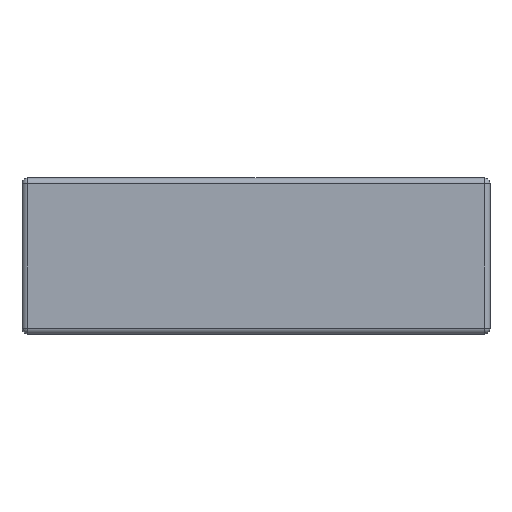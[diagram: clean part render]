
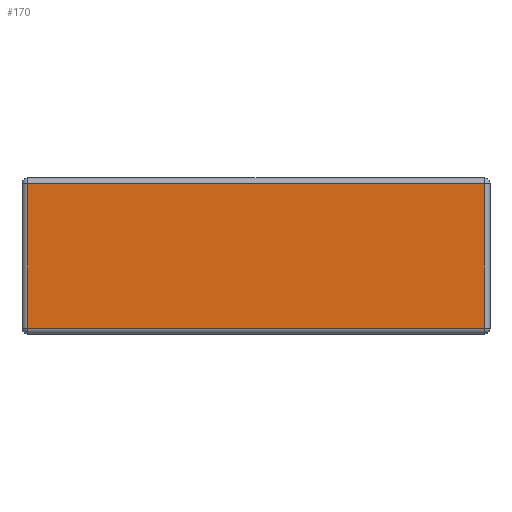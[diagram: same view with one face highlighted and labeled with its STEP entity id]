
A CAD part, top view. The second image highlights one B-rep face of the part: STEP entity #170.
In plain terms, the highlighted planar face has unit normal (0, 0, 1).
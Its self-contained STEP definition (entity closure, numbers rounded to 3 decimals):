
#170 = ADVANCED_FACE( '', ( #395 ), #396, .T. );
#395 = FACE_OUTER_BOUND( '', #668, .T. );
#396 = PLANE( '', #669 );
#668 = EDGE_LOOP( '', ( #1106, #1107, #1108, #1109 ) );
#669 = AXIS2_PLACEMENT_3D( '', #1110, #1111, #1112 );
#1106 = ORIENTED_EDGE( '', *, *, #1701, .T. );
#1107 = ORIENTED_EDGE( '', *, *, #1702, .T. );
#1108 = ORIENTED_EDGE( '', *, *, #1685, .T. );
#1109 = ORIENTED_EDGE( '', *, *, #1682, .T. );
#1110 = CARTESIAN_POINT( '', ( 0., 0., 19.5 ) );
#1111 = DIRECTION( '', ( 0., 0., 1. ) );
#1112 = DIRECTION( '', ( 1., 0., 0. ) );
#1682 = EDGE_CURVE( '', #2037, #1926, #2041, .T. );
#1685 = EDGE_CURVE( '', #2045, #2037, #2046, .T. );
#1701 = EDGE_CURVE( '', #1926, #1886, #2068, .T. );
#1702 = EDGE_CURVE( '', #1886, #2045, #2069, .T. );
#1886 = VERTEX_POINT( '', #2310 );
#1926 = VERTEX_POINT( '', #2363 );
#2037 = VERTEX_POINT( '', #2523 );
#2041 = LINE( '', #2528, #2529 );
#2045 = VERTEX_POINT( '', #2533 );
#2046 = LINE( '', #2534, #2535 );
#2068 = LINE( '', #2568, #2569 );
#2069 = LINE( '', #2570, #2571 );
#2310 = CARTESIAN_POINT( '', ( 58.5, 18.5, 19.5 ) );
#2363 = CARTESIAN_POINT( '', ( 58.5, -18.5, 19.5 ) );
#2523 = CARTESIAN_POINT( '', ( -58.5, -18.5, 19.5 ) );
#2528 = CARTESIAN_POINT( '', ( 60., -18.5, 19.5 ) );
#2529 = VECTOR( '', #2920, 1000. );
#2533 = CARTESIAN_POINT( '', ( -58.5, 18.5, 19.5 ) );
#2534 = CARTESIAN_POINT( '', ( -58.5, -20., 19.5 ) );
#2535 = VECTOR( '', #2924, 1000. );
#2568 = CARTESIAN_POINT( '', ( 58.5, 20., 19.5 ) );
#2569 = VECTOR( '', #2939, 1000. );
#2570 = CARTESIAN_POINT( '', ( -60., 18.5, 19.5 ) );
#2571 = VECTOR( '', #2940, 1000. );
#2920 = DIRECTION( '', ( 1., 0., 0. ) );
#2924 = DIRECTION( '', ( 0., -1., 0. ) );
#2939 = DIRECTION( '', ( 0., 1., 0. ) );
#2940 = DIRECTION( '', ( -1., 0., 0. ) );
